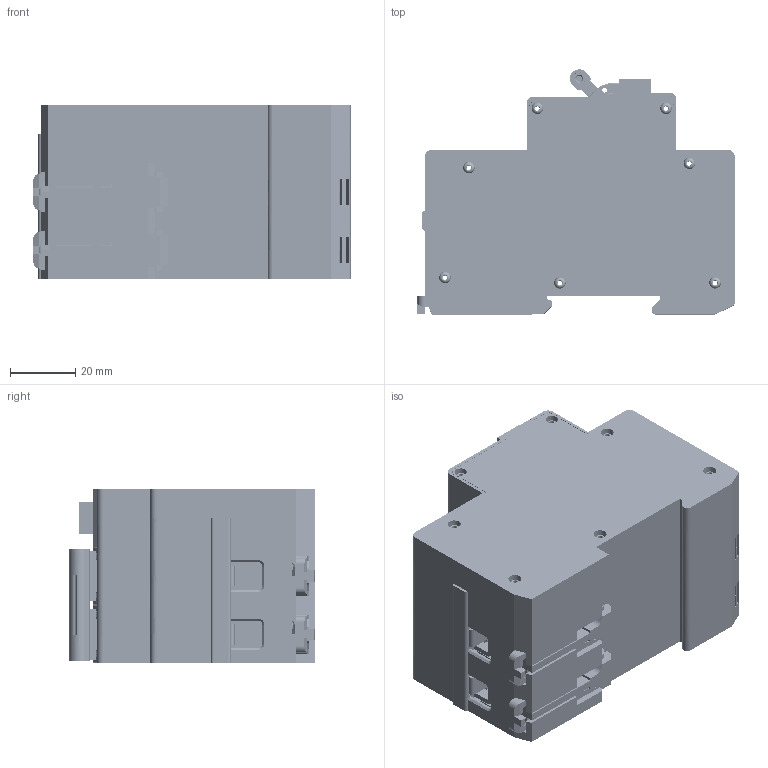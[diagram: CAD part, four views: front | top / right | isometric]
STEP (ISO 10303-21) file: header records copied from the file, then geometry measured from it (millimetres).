
FILE_DESCRIPTION (( 'STEP AP214' ), '1' );
FILE_NAME ('EKL5-63-2P.stp', '2021-07-21T03:27:15', ( 'Sky123.Org' ), ( 'Sky123.Org' ), 'SwSTEP 2.0', 'SolidWorks 2017', '' );
FILE_SCHEMA (( 'AUTOMOTIVE_DESIGN' ));
Length unit declared in the file: millimetre
Products named in the file (28): 0009_4_1; 0021_1_1; 0008_7_1; _1000_7_1; EKL5-63-2P; 0007_1_1; 51_2_1; 47_2_1; 42_1_1; 41_1_1; 43_1_1; 28_1_1; EKL5__3_1; 17_1_1; EKL5000_2-18_5_1; 16_1_1; 0017_3_1; 36_1_1; 00_97_1; 15_1_1; 10_3_1; 12_3_1; 0006_3_1; 30_2_1; _10_6_1; EKL5_10_1; PRT0009_1_1; 31_4_1
Assembly tree (42 placements, depth 2):
  EKL5-63-2P
    0021_1_1  x7
    31_4_1  x3
    EKL5_10_1
    30_2_1  x3
    12_3_1
    15_1_1
    36_1_1
    16_1_1
    EKL5000_2-18_5_1
    17_1_1
    EKL5__3_1
    28_1_1
    43_1_1
    41_1_1
    42_1_1
    47_2_1
    51_2_1
    0007_1_1  x2
    _1000_7_1
    0008_7_1  x2
    0009_4_1
    PRT0009_1_1  x2
    _10_6_1
    0006_3_1  x2
    10_3_1
    00_97_1  x2
    0017_3_1
Bounding box: 96.9 x 74.88 x 53.4 mm (x, y, z)
Volume: 136275.1 mm3; surface area: 129309.4 mm2
Topology: 42 solids, 45 shells, 6009 faces, 17232 edges, 11395 vertices
Faces by surface type: plane 3377, cylinder 1773, cone 399, bspline 398, torus 62
Entity records: 279290 total; most frequent: CARTESIAN_POINT 108970, ORIENTED_EDGE 29248, DIRECTION 20587, EDGE_CURVE 14624, VERTEX_POINT 9722, LINE 8209, VECTOR 8209, AXIS2_PLACEMENT_3D 6189
